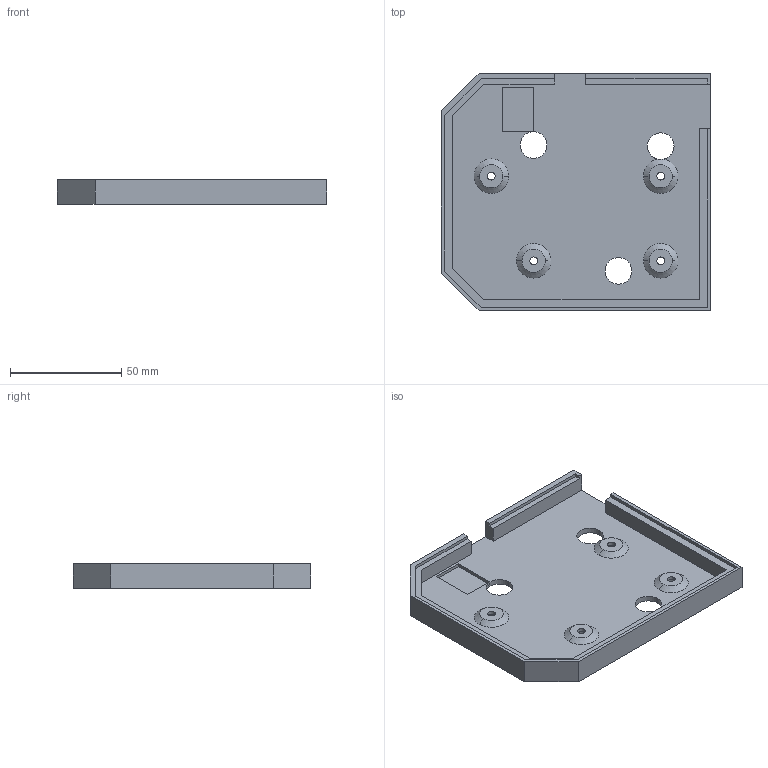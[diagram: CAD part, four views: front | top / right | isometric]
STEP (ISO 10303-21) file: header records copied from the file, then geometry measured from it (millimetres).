
FILE_DESCRIPTION (( 'STEP AP203' ), '1' );
FILE_NAME ('left back.STEP', '2021-06-08T18:58:12', ( '' ), ( '' ), 'SwSTEP 2.0', 'SolidWorks 2017', '' );
FILE_SCHEMA (( 'CONFIG_CONTROL_DESIGN' ));
Length unit declared in the file: millimetre
Products named in the file (1): left back
Bounding box: 121.25 x 107 x 11.1 mm (x, y, z)
Volume: 45912.6 mm3; surface area: 33243.6 mm2
Topology: 1 solids, 1 shells, 77 faces, 197 edges, 126 vertices
Faces by surface type: plane 39, cylinder 22, cone 16
Entity records: 2437 total; most frequent: DIRECTION 414, CARTESIAN_POINT 410, ORIENTED_EDGE 394, EDGE_CURVE 197, AXIS2_PLACEMENT_3D 140, LINE 134, VECTOR 134, VERTEX_POINT 126
